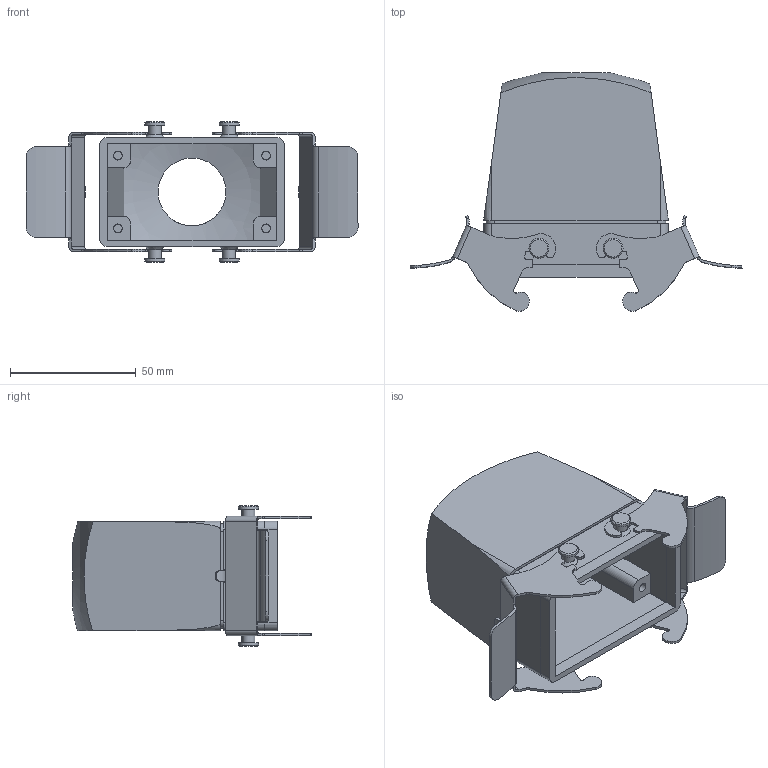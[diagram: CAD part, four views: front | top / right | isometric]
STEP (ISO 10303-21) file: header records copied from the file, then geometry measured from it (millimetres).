
FILE_DESCRIPTION (( 'STEP AP214' ), '1' );
FILE_NAME ('ZP-MC10B-2-DCP21ML.STEP', '2012-05-22T16:45:12', ( '.adc' ), ( '' ), 'SwSTEP 2.0', 'SolidWorks 2011', '' );
FILE_SCHEMA (( 'AUTOMOTIVE_DESIGN' ));
Length unit declared in the file: millimetre
Products named in the file (1): ZP-MC10B-2-DCP21ML
Bounding box: 132.09 x 94.97 x 56 mm (x, y, z)
Volume: 66349.8 mm3; surface area: 58838.3 mm2
Topology: 10 solids, 10 shells, 294 faces, 766 edges, 503 vertices
Faces by surface type: cylinder 142, plane 138, cone 8, sphere 6
Full cylindrical faces by diameter (mm): 3.5 x4, 5.169 x4, 8 x4, 27 x1
Entity records: 10359 total; most frequent: CARTESIAN_POINT 2176, DIRECTION 1543, ORIENTED_EDGE 1476, EDGE_CURVE 738, AXIS2_PLACEMENT_3D 561, VERTEX_POINT 498, VECTOR 421, LINE 421
